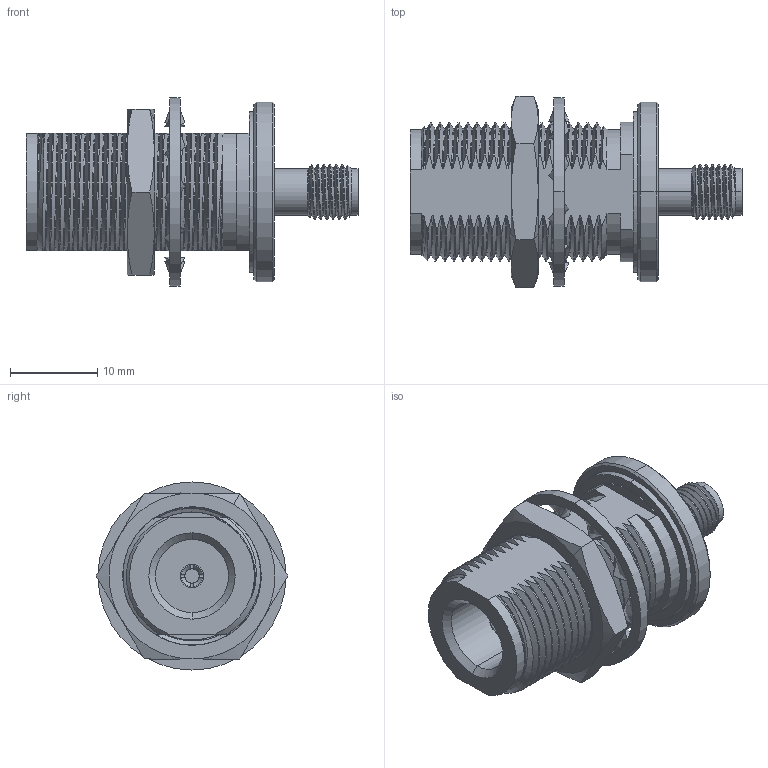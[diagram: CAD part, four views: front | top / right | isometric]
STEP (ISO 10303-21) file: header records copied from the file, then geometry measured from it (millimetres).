
FILE_DESCRIPTION (( 'STEP AP203' ), '1' );
FILE_NAME ('SM4251.step', '2019-09-20T19:58:22', ( '' ), ( '' ), 'SwSTEP 2.0', 'SolidWorks 2018', '' );
FILE_SCHEMA (( 'CONFIG_CONTROL_DESIGN' ));
Products named in the file (1): SM4251
Bounding box: 38.1 x 22 x 21.59 mm (x, y, z)
Volume: 5440.7 mm3; surface area: 4700.2 mm2
Topology: 5 solids, 5 shells, 376 faces, 1047 edges, 688 vertices
Faces by surface type: bspline 171, cylinder 113, plane 51, cone 41
Entity records: 97552 total; most frequent: CARTESIAN_POINT 89990, ORIENTED_EDGE 2094, EDGE_CURVE 1047, DIRECTION 919, VERTEX_POINT 688, EDGE_LOOP 391, FACE_OUTER_BOUND 376, ADVANCED_FACE 376
